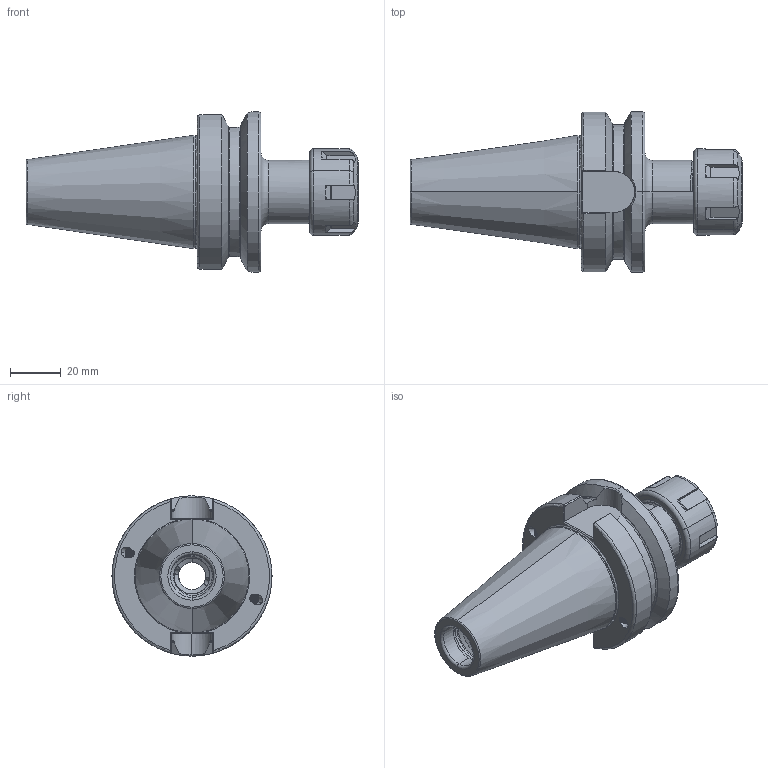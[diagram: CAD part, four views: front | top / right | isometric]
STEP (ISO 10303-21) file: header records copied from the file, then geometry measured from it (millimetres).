
FILE_DESCRIPTION (( 'STEP AP203' ), '1' );
FILE_NAME ('406.02.13.STEP', '2016-11-25T11:00:58', ( '' ), ( '' ), 'SwSTEP 2.0', 'SolidWorks 2012', '' );
FILE_SCHEMA (( 'CONFIG_CONTROL_DESIGN' ));
Length unit declared in the file: millimetre
Products named in the file (3): 406.02.13; 2-01.100.0200190C7_ER20螺帽(六溝)
Assembly tree (2 placements, depth 2):
  406.02.13
    406.02.13
    2-01.100.0200190C7_ER20螺帽(六溝)
Bounding box: 130.6 x 63 x 63 mm (x, y, z)
Volume: 136605.7 mm3; surface area: 35252.1 mm2
Topology: 2 solids, 2 shells, 381 faces, 1034 edges, 655 vertices
Faces by surface type: cylinder 167, plane 78, bspline 56, torus 53, cone 27
Entity records: 25375 total; most frequent: CARTESIAN_POINT 16787, ORIENTED_EDGE 2064, DIRECTION 1390, EDGE_CURVE 1032, VERTEX_POINT 655, AXIS2_PLACEMENT_3D 545, EDGE_LOOP 393, FACE_OUTER_BOUND 381
